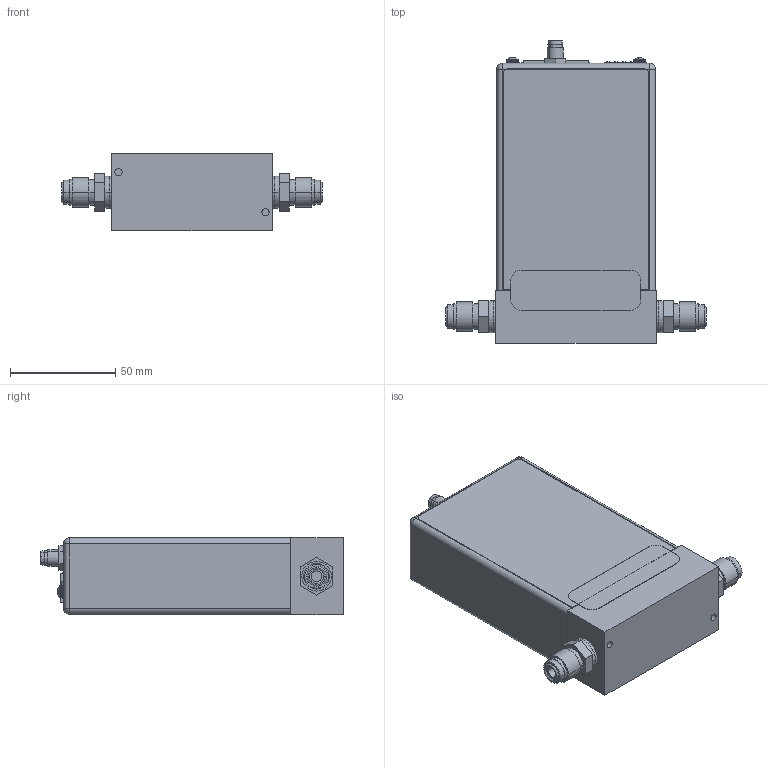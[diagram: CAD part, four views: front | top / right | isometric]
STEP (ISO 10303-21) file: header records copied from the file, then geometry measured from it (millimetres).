
FILE_DESCRIPTION (( 'STEP AP214' ), '1' );
FILE_NAME ('GE50A_4VCR_PROFINET.STEP', '2021-01-21T14:59:25', ( '' ), ( '' ), 'SwSTEP 2.0', 'SolidWorks 2019', '' );
FILE_SCHEMA (( 'AUTOMOTIVE_DESIGN' ));
Length unit declared in the file: millimetre
Products named in the file (21): 1040814_PROFINET.ASM; 1072650_label.prt; 1072649_label_top_profinet.prt; 1200905080_NUT.PRT; 1057498_RJ45_DOUBLE_CONN.PRT; 1011702-002_4-40_pan-hd-sems.xpr; 1056729_light_pipe.prt; 1043393_TACT_SWITCH.PRT; GE50A_4VCR_PROFINET; 1007235_conn_rj45.prt; 1063914_cca_assy.asm; 1072648_ENCLOSURE_PROFINET.PRT; 1200905080.PRT; 1042639-001_frt.xpr; 116407-P1.PRT; 122676.prt; 1053737_MAIN_PWR-BD_CCA.ASM; 1041553_flowbody_not-used; 1043471_LED.PRT; 1054847_NUT.PRT; 1043287_rj45_double_conn.prt
Assembly tree (28 placements, depth 4):
  GE50A_4VCR_PROFINET
    1040814_PROFINET.ASM
      116407-P1.PRT  x2
      1053737_MAIN_PWR-BD_CCA.ASM
        1043287_rj45_double_conn.prt
        1007235_conn_rj45.prt
        1043393_TACT_SWITCH.PRT
        1057498_RJ45_DOUBLE_CONN.PRT
      1042639-001_frt.xpr
      122676.prt
      1011702-002_4-40_pan-hd-sems.xpr  x2
      1063914_cca_assy.asm
        1054847_NUT.PRT
        1043471_LED.PRT  x4
      1072648_ENCLOSURE_PROFINET.PRT
      1056729_light_pipe.prt  x4
      1200905080.PRT
      1200905080_NUT.PRT
      1072649_label_top_profinet.prt
      1072650_label.prt
    1041553_flowbody_not-used
Bounding box: 123.95 x 143.92 x 37.08 mm (x, y, z)
Volume: 111928.9 mm3; surface area: 114073.7 mm2
Topology: 25 solids, 25 shells, 785 faces, 1898 edges, 1218 vertices
Faces by surface type: plane 458, cylinder 231, bspline 40, torus 22, cone 18, sphere 16
Entity records: 19616 total; most frequent: CARTESIAN_POINT 4042, DIRECTION 3012, ORIENTED_EDGE 3006, EDGE_CURVE 1503, VECTOR 1010, LINE 1010, AXIS2_PLACEMENT_3D 1001, VERTEX_POINT 972
